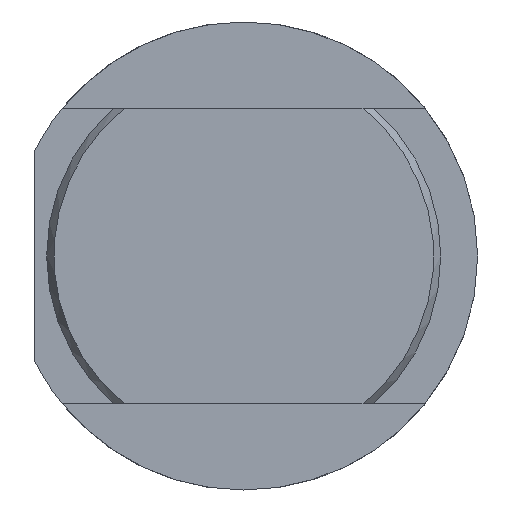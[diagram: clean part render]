
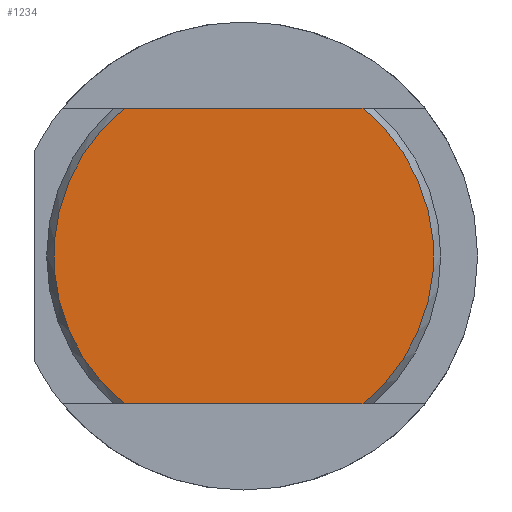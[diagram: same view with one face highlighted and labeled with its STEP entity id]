
A CAD part, left-side view. The second image highlights one B-rep face of the part: STEP entity #1234.
In plain terms, the highlighted planar face has unit normal (-1, 0, 0).
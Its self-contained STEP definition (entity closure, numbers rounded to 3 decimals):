
#160 = ORIENTED_EDGE ( 'NONE', *, *, #744, .F. ) ;
#175 = ORIENTED_EDGE ( 'NONE', *, *, #602, .T. ) ;
#200 = ORIENTED_EDGE ( 'NONE', *, *, #858, .F. ) ;
#279 = ORIENTED_EDGE ( 'NONE', *, *, #747, .T. ) ;
#415 = EDGE_LOOP ( 'NONE', ( #279, #200, #175, #160 ) ) ;
#602 = EDGE_CURVE ( 'NONE', #1733, #1391, #1854, .T. ) ;
#621 = AXIS2_PLACEMENT_3D ( 'NONE', #2578, #2574, #2580 ) ;
#723 = AXIS2_PLACEMENT_3D ( 'NONE', #1790, #1684, #1627 ) ;
#744 = EDGE_CURVE ( 'NONE', #1827, #1391, #1931, .T. ) ;
#747 = EDGE_CURVE ( 'NONE', #1827, #1400, #1935, .T. ) ;
#805 = AXIS2_PLACEMENT_3D ( 'NONE', #1595, #1485, #1482 ) ;
#858 = EDGE_CURVE ( 'NONE', #1733, #1400, #1962, .T. ) ;
#1234 = ADVANCED_FACE ( 'NONE', ( #2103 ), #2585, .F. ) ;
#1391 = VERTEX_POINT ( 'NONE', #2965 ) ;
#1400 = VERTEX_POINT ( 'NONE', #2968 ) ;
#1405 = DIRECTION ( 'NONE',  ( 0., -1., 0. ) ) ;
#1460 = CARTESIAN_POINT ( 'NONE',  ( 0., 7.365, -6. ) ) ;
#1482 = DIRECTION ( 'NONE',  ( 0., 0., -1. ) ) ;
#1485 = DIRECTION ( 'NONE',  ( -1., 0., 0. ) ) ;
#1595 = CARTESIAN_POINT ( 'NONE',  ( 0., 0., 0. ) ) ;
#1620 = DIRECTION ( 'NONE',  ( 0., 1., 0. ) ) ;
#1627 = DIRECTION ( 'NONE',  ( 0., 0., -1. ) ) ;
#1684 = DIRECTION ( 'NONE',  ( -1., 0., 0. ) ) ;
#1733 = VERTEX_POINT ( 'NONE', #3082 ) ;
#1790 = CARTESIAN_POINT ( 'NONE',  ( 0., 0., 0. ) ) ;
#1827 = VERTEX_POINT ( 'NONE', #3114 ) ;
#1845 = CARTESIAN_POINT ( 'NONE',  ( 0., 7.365, 6. ) ) ;
#1854 = CIRCLE ( 'NONE', #805, 7.711 ) ;
#1931 = LINE ( 'NONE', #1460, #1932 ) ;
#1932 = VECTOR ( 'NONE', #1620, 1000. ) ;
#1935 = CIRCLE ( 'NONE', #723, 7.711 ) ;
#1962 = LINE ( 'NONE', #1845, #1963 ) ;
#1963 = VECTOR ( 'NONE', #1405, 1000. ) ;
#2103 = FACE_OUTER_BOUND ( 'NONE', #415, .T. ) ;
#2574 = DIRECTION ( 'NONE',  ( 1., 0., 0. ) ) ;
#2578 = CARTESIAN_POINT ( 'NONE',  ( 0., 0., 0. ) ) ;
#2580 = DIRECTION ( 'NONE',  ( 0., 0., -1. ) ) ;
#2585 = PLANE ( 'NONE',  #621 ) ;
#2965 = CARTESIAN_POINT ( 'NONE',  ( 0., 4.844, -6. ) ) ;
#2968 = CARTESIAN_POINT ( 'NONE',  ( 0., -4.844, 6. ) ) ;
#3082 = CARTESIAN_POINT ( 'NONE',  ( 0., 4.844, 6. ) ) ;
#3114 = CARTESIAN_POINT ( 'NONE',  ( 0., -4.844, -6. ) ) ;
